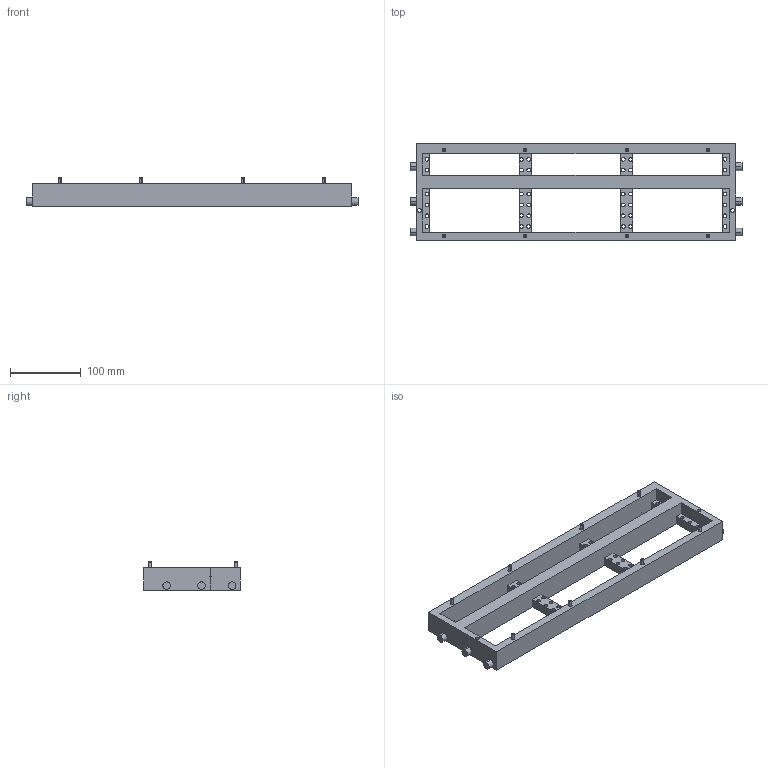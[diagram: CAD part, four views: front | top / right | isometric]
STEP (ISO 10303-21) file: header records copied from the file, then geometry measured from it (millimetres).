
FILE_DESCRIPTION (( 'STEP AP214' ), '1' );
FILE_NAME ('INGUN_113437.STEP', '2022-10-20T09:45:08', ( '' ), ( '' ), 'SwSTEP 2.0', 'SolidWorks 2021', '' );
FILE_SCHEMA (( 'AUTOMOTIVE_DESIGN' ));
Length unit declared in the file: millimetre
Products named in the file (3): DIN912~n_M04,0x035; 37797~0_S; INGUN_113437
Assembly tree (9 placements, depth 2):
  INGUN_113437
    37797~0_S
    DIN912~n_M04,0x035  x8
Bounding box: 467.89 x 136.4 x 40.08 mm (x, y, z)
Volume: 730268.8 mm3; surface area: 170472.9 mm2
Topology: 9 solids, 9 shells, 418 faces, 1072 edges, 704 vertices
Faces by surface type: cylinder 300, plane 86, cone 32
Entity records: 7241 total; most frequent: DIRECTION 1339, CARTESIAN_POINT 1184, ORIENTED_EDGE 1150, EDGE_CURVE 575, AXIS2_PLACEMENT_3D 537, VERTEX_POINT 382, EDGE_LOOP 337, CIRCLE 310
